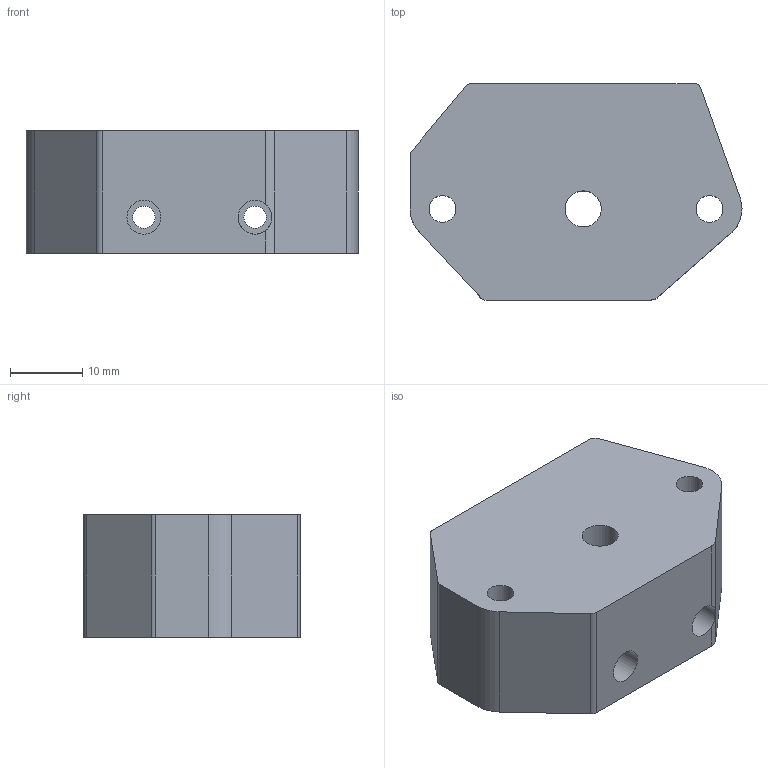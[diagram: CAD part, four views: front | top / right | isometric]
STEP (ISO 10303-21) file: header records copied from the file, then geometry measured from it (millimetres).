
FILE_DESCRIPTION(/* description */ (''),/* implementation_level */ '2;1');
FILE_NAME(/* name */ 'Extruder Block v1.step',/* time_stamp */ '2025-05-26T15:39:54-07:00',/* author */ (''),/* organization */ (''),/* preprocessor_version */ 'ST-DEVELOPER v20.1',/* originating_system */ 'Autodesk Translation Framework v14.10.0.0',/* authorisation */ '');
FILE_SCHEMA (('AUTOMOTIVE_DESIGN { 1 0 10303 214 3 1 1 }'));
Length unit declared in the file: millimetre
Products named in the file (1): Extruder Block
Bounding box: 46 x 30 x 17 mm (x, y, z)
Volume: 18389.7 mm3; surface area: 5832.1 mm2
Topology: 1 solids, 1 shells, 33 faces, 78 edges, 52 vertices
Faces by surface type: cylinder 18, plane 15
Full cylindrical faces by diameter (mm): 3.1 x2, 3.7 x2, 4.7 x2, 5 x1, 5.4 x2, 8 x2
Entity records: 1033 total; most frequent: DIRECTION 182, CARTESIAN_POINT 177, ORIENTED_EDGE 156, EDGE_CURVE 78, AXIS2_PLACEMENT_3D 71, VERTEX_POINT 52, EDGE_LOOP 48, LINE 40
